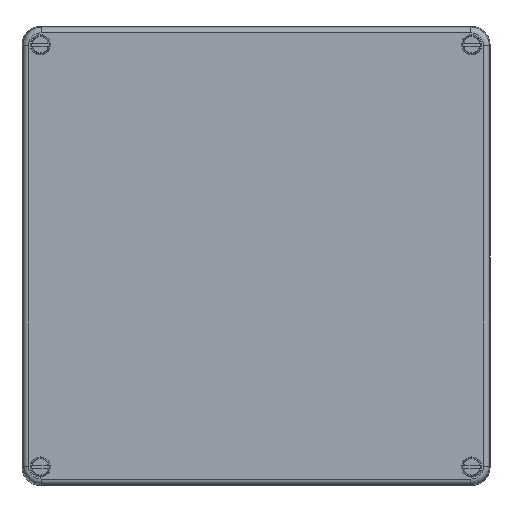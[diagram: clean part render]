
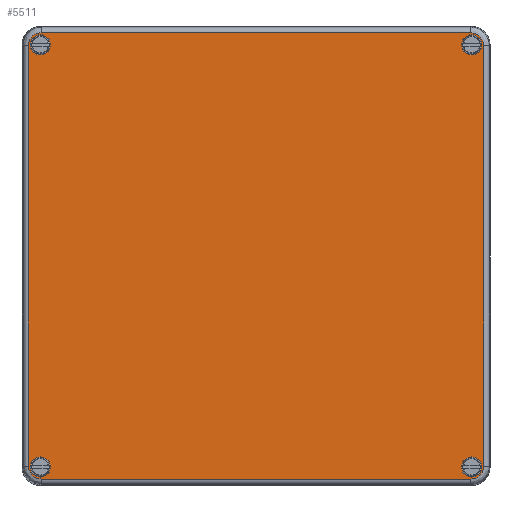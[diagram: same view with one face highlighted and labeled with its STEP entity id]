
A CAD part, top view. The second image highlights one B-rep face of the part: STEP entity #5511.
In plain terms, the highlighted face is planar.
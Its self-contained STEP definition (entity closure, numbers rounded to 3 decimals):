
#4560=CARTESIAN_POINT('',(43.754,13.877,0.));
#4561=VERTEX_POINT('',#4560);
#4562=CARTESIAN_POINT('',(43.204,13.877,0.));
#4563=DIRECTION('',(0.0,0.0,1.0));
#4564=DIRECTION('',(-1.0,0.0,0.0));
#4565=AXIS2_PLACEMENT_3D('',#4562,#4563,#4564);
#4566=CIRCLE('',#4565,0.55);
#4567=EDGE_CURVE('',#4561,#4561,#4566,.T.);
#4644=CARTESIAN_POINT('',(67.254,13.877,0.));
#4645=VERTEX_POINT('',#4644);
#4646=CARTESIAN_POINT('',(66.704,13.877,0.));
#4647=DIRECTION('',(0.0,0.0,1.0));
#4648=DIRECTION('',(-1.0,0.0,0.0));
#4649=AXIS2_PLACEMENT_3D('',#4646,#4647,#4648);
#4650=CIRCLE('',#4649,0.55);
#4651=EDGE_CURVE('',#4645,#4645,#4650,.T.);
#4728=CARTESIAN_POINT('',(43.754,36.877,0.));
#4729=VERTEX_POINT('',#4728);
#4730=CARTESIAN_POINT('',(43.204,36.877,0.));
#4731=DIRECTION('',(0.0,0.0,1.0));
#4732=DIRECTION('',(-1.0,0.0,0.0));
#4733=AXIS2_PLACEMENT_3D('',#4730,#4731,#4732);
#4734=CIRCLE('',#4733,0.55);
#4735=EDGE_CURVE('',#4729,#4729,#4734,.T.);
#4812=CARTESIAN_POINT('',(67.254,36.877,0.));
#4813=VERTEX_POINT('',#4812);
#4814=CARTESIAN_POINT('',(66.704,36.877,0.));
#4815=DIRECTION('',(0.0,0.0,1.0));
#4816=DIRECTION('',(-1.0,0.0,0.0));
#4817=AXIS2_PLACEMENT_3D('',#4814,#4815,#4816);
#4818=CIRCLE('',#4817,0.55);
#4819=EDGE_CURVE('',#4813,#4813,#4818,.T.);
#4896=CARTESIAN_POINT('',(66.66,13.221,0.0));
#4897=VERTEX_POINT('',#4896);
#4915=CARTESIAN_POINT('',(43.248,13.221,0.0));
#4916=VERTEX_POINT('',#4915);
#4924=CARTESIAN_POINT('',(43.248,13.221,0.0));
#4925=DIRECTION('',(1.0,0.0,0.0));
#4926=VECTOR('',#4925,23.412);
#4927=LINE('',#4924,#4926);
#4928=EDGE_CURVE('',#4916,#4897,#4927,.T.);
#4994=CARTESIAN_POINT('',(67.36,13.921,0.0));
#4995=VERTEX_POINT('',#4994);
#5013=CARTESIAN_POINT('',(66.66,13.922,0.0));
#5014=DIRECTION('',(0.0,0.0,1.0));
#5015=DIRECTION('',(0.707,-0.707,0.0));
#5016=AXIS2_PLACEMENT_3D('',#5013,#5014,#5015);
#5017=ELLIPSE('',#5016,0.7,0.7);
#5018=EDGE_CURVE('',#4897,#4995,#5017,.T.);
#5086=CARTESIAN_POINT('',(42.548,13.921,0.));
#5087=VERTEX_POINT('',#5086);
#5095=CARTESIAN_POINT('',(43.248,13.922,0.0));
#5096=DIRECTION('',(0.0,0.0,1.0));
#5097=DIRECTION('',(-0.707,-0.707,0.0));
#5098=AXIS2_PLACEMENT_3D('',#5095,#5096,#5097);
#5099=ELLIPSE('',#5098,0.7,0.7);
#5100=EDGE_CURVE('',#5087,#4916,#5099,.T.);
#5118=CARTESIAN_POINT('',(67.36,36.833,0.0));
#5119=VERTEX_POINT('',#5118);
#5136=CARTESIAN_POINT('',(67.36,13.921,0.0));
#5137=DIRECTION('',(0.0,1.0,0.0));
#5138=VECTOR('',#5137,22.912);
#5139=LINE('',#5136,#5138);
#5140=EDGE_CURVE('',#4995,#5119,#5139,.T.);
#5152=CARTESIAN_POINT('',(42.548,36.833,0.0));
#5153=VERTEX_POINT('',#5152);
#5161=CARTESIAN_POINT('',(42.548,36.833,0.0));
#5162=DIRECTION('',(0.0,-1.0,0.0));
#5163=VECTOR('',#5162,22.912);
#5164=LINE('',#5161,#5163);
#5165=EDGE_CURVE('',#5153,#5087,#5164,.T.);
#5238=CARTESIAN_POINT('',(66.66,37.533,0.0));
#5239=VERTEX_POINT('',#5238);
#5257=CARTESIAN_POINT('',(66.66,36.833,0.0));
#5258=DIRECTION('',(0.0,0.0,1.0));
#5259=DIRECTION('',(0.707,0.707,0.0));
#5260=AXIS2_PLACEMENT_3D('',#5257,#5258,#5259);
#5261=ELLIPSE('',#5260,0.7,0.7);
#5262=EDGE_CURVE('',#5119,#5239,#5261,.T.);
#5330=CARTESIAN_POINT('',(43.248,37.533,0.));
#5331=VERTEX_POINT('',#5330);
#5339=CARTESIAN_POINT('',(43.248,36.833,0.0));
#5340=DIRECTION('',(0.0,0.0,1.0));
#5341=DIRECTION('',(-0.707,0.707,0.0));
#5342=AXIS2_PLACEMENT_3D('',#5339,#5340,#5341);
#5343=ELLIPSE('',#5342,0.7,0.7);
#5344=EDGE_CURVE('',#5331,#5153,#5343,.T.);
#5363=CARTESIAN_POINT('',(66.66,37.533,0.0));
#5364=DIRECTION('',(-1.0,0.0,0.0));
#5365=VECTOR('',#5364,23.412);
#5366=LINE('',#5363,#5365);
#5367=EDGE_CURVE('',#5239,#5331,#5366,.T.);
#5484=CARTESIAN_POINT('',(54.954,25.377,0.0));
#5485=DIRECTION('',(0.0,0.0,1.0));
#5486=DIRECTION('',(1.0,0.0,0.0));
#5487=AXIS2_PLACEMENT_3D('',#5484,#5485,#5486);
#5488=PLANE('',#5487);
#5489=ORIENTED_EDGE('',*,*,#4928,.F.);
#5490=ORIENTED_EDGE('',*,*,#5100,.F.);
#5491=ORIENTED_EDGE('',*,*,#5165,.F.);
#5492=ORIENTED_EDGE('',*,*,#5344,.F.);
#5493=ORIENTED_EDGE('',*,*,#5367,.F.);
#5494=ORIENTED_EDGE('',*,*,#5262,.F.);
#5495=ORIENTED_EDGE('',*,*,#5140,.F.);
#5496=ORIENTED_EDGE('',*,*,#5018,.F.);
#5497=EDGE_LOOP('',(#5489,#5490,#5491,#5492,#5493,#5494,#5495,#5496));
#5498=FACE_OUTER_BOUND('',#5497,.T.);
#5499=ORIENTED_EDGE('',*,*,#4567,.T.);
#5500=EDGE_LOOP('',(#5499));
#5501=FACE_BOUND('',#5500,.T.);
#5502=ORIENTED_EDGE('',*,*,#4651,.T.);
#5503=EDGE_LOOP('',(#5502));
#5504=FACE_BOUND('',#5503,.T.);
#5505=ORIENTED_EDGE('',*,*,#4735,.T.);
#5506=EDGE_LOOP('',(#5505));
#5507=FACE_BOUND('',#5506,.T.);
#5508=ORIENTED_EDGE('',*,*,#4819,.T.);
#5509=EDGE_LOOP('',(#5508));
#5510=FACE_BOUND('',#5509,.T.);
#5511=ADVANCED_FACE('',(#5498,#5501,#5504,#5507,#5510),#5488,.F.);
